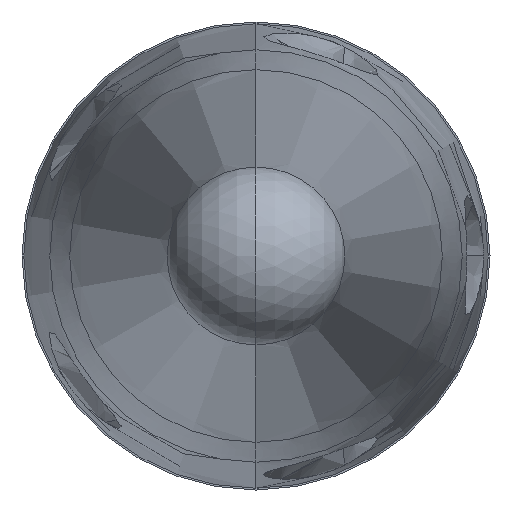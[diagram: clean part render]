
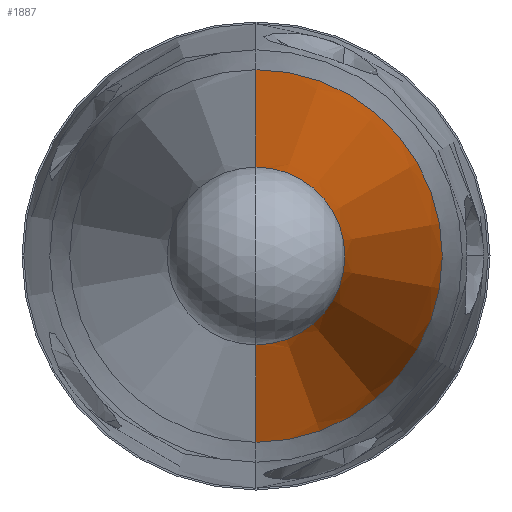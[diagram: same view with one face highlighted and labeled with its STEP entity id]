
A CAD part, left-side view. The second image highlights one B-rep face of the part: STEP entity #1887.
In plain terms, the highlighted conical face has half-angle 3.053 degrees and reference radius 5.319 mm.
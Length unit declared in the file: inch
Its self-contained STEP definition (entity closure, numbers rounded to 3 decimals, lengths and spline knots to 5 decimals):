
#1783 = EDGE_CURVE ( 'NONE', #1897, #1882, #9379, .T. ) ;
#1812 = VERTEX_POINT ( 'NONE', #5496 ) ;
#1882 = VERTEX_POINT ( 'NONE', #5232 ) ;
#1886 = ORIENTED_EDGE ( 'NONE', *, *, #2343, .T. ) ;
#1887 = ADVANCED_FACE ( 'NONE', ( #5236 ), #5233, .T. ) ;
#1897 = VERTEX_POINT ( 'NONE', #5226 ) ;
#1899 = EDGE_CURVE ( 'NONE', #1904, #1812, #5166, .T. ) ;
#1904 = VERTEX_POINT ( 'NONE', #5592 ) ;
#1945 = ORIENTED_EDGE ( 'NONE', *, *, #1899, .T. ) ;
#2037 = EDGE_CURVE ( 'NONE', #1882, #1812, #5330, .T. ) ;
#2074 = ORIENTED_EDGE ( 'NONE', *, *, #2037, .F. ) ;
#2090 = ORIENTED_EDGE ( 'NONE', *, *, #1783, .F. ) ;
#2341 = EDGE_LOOP ( 'NONE', ( #2090, #1886, #1945, #2074 ) ) ;
#2343 = EDGE_CURVE ( 'NONE', #1897, #1904, #6465, .T. ) ;
#5165 = CARTESIAN_POINT ( 'NONE',  ( -2.32114, 0., -0.20941 ) ) ;
#5166 = LINE ( 'NONE', #5165, #5190 ) ;
#5190 = VECTOR ( 'NONE', #5204, 39.37008 ) ;
#5204 = DIRECTION ( 'NONE',  ( 0.999, 0., -0.053 ) ) ;
#5226 = CARTESIAN_POINT ( 'NONE',  ( -4.37533, 0., 0.09986 ) ) ;
#5232 = CARTESIAN_POINT ( 'NONE',  ( -2.32114, 0., 0.20941 ) ) ;
#5233 = CONICAL_SURFACE ( 'NONE', #5242, 0.20941, 0.053 ) ;
#5236 = FACE_OUTER_BOUND ( 'NONE', #2341, .T. ) ;
#5241 = CARTESIAN_POINT ( 'NONE',  ( -2.32114, 0., 0. ) ) ;
#5242 = AXIS2_PLACEMENT_3D ( 'NONE', #5241, #5266, #5265 ) ;
#5265 = DIRECTION ( 'NONE',  ( 0., 0., -1. ) ) ;
#5266 = DIRECTION ( 'NONE',  ( 1., 0., 0. ) ) ;
#5330 = CIRCLE ( 'NONE', #5347, 0.20941 ) ;
#5347 = AXIS2_PLACEMENT_3D ( 'NONE', #5357, #5359, #5358 ) ;
#5357 = CARTESIAN_POINT ( 'NONE',  ( -2.32114, 0., 0. ) ) ;
#5358 = DIRECTION ( 'NONE',  ( 0., 0., -1. ) ) ;
#5359 = DIRECTION ( 'NONE',  ( 1., 0., 0. ) ) ;
#5496 = CARTESIAN_POINT ( 'NONE',  ( -2.32114, 0., -0.20941 ) ) ;
#5592 = CARTESIAN_POINT ( 'NONE',  ( -4.37533, 0., -0.09986 ) ) ;
#6377 = DIRECTION ( 'NONE',  ( 1., 0., 0. ) ) ;
#6407 = CARTESIAN_POINT ( 'NONE',  ( -4.37533, 0., 0. ) ) ;
#6438 = AXIS2_PLACEMENT_3D ( 'NONE', #6407, #6377, #6504 ) ;
#6465 = CIRCLE ( 'NONE', #6438, 0.09986 ) ;
#6504 = DIRECTION ( 'NONE',  ( 0., 0., -1. ) ) ;
#9373 = DIRECTION ( 'NONE',  ( 0.999, 0., 0.053 ) ) ;
#9374 = VECTOR ( 'NONE', #9373, 39.37008 ) ;
#9376 = CARTESIAN_POINT ( 'NONE',  ( -2.32114, 0., 0.20941 ) ) ;
#9379 = LINE ( 'NONE', #9376, #9374 ) ;
